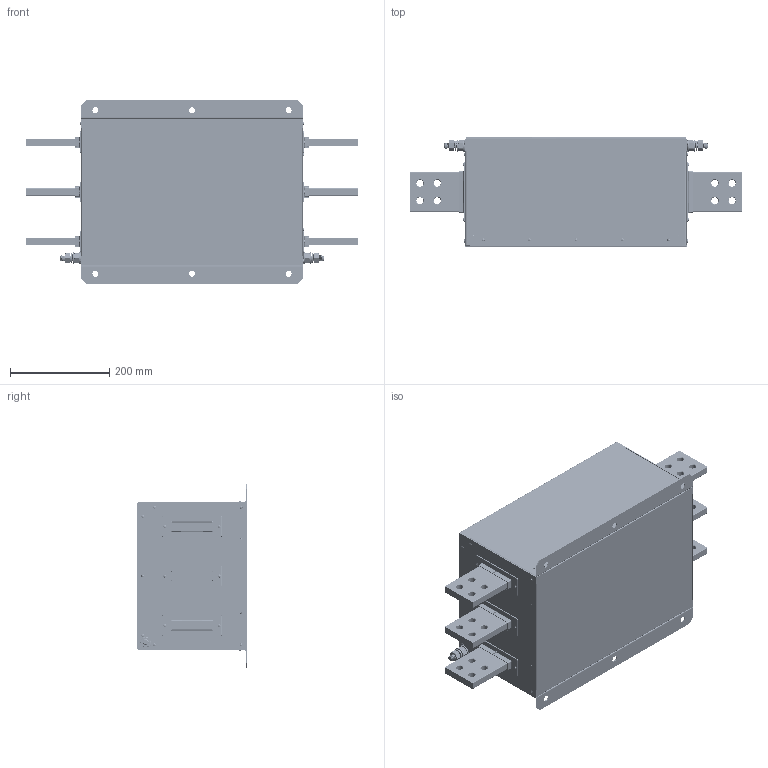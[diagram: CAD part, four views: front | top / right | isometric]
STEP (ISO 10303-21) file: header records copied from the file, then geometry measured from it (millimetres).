
FILE_DESCRIPTION (( 'STEP AP214' ), '1' );
FILE_NAME ('FLLD32K5APVI1_EXT.STEP', '2021-04-30T05:43:33', ( '' ), ( '' ), 'SwSTEP 2.0', 'SolidWorks 2021', '' );
FILE_SCHEMA (( 'AUTOMOTIVE_DESIGN' ));
Length unit declared in the file: millimetre
Products named in the file (14): 094-00244 Lid 2500A RevC; 094-00242 Case 2500A utan tank bush RevC; HEX BOLT M12x45_91280A722; Rivet ﾘ3.2x3; Rivet ﾘ3.2x4; 094-00242 Case 2500A 450x300x220 RevC; 094-00243 Side 2500A RevC; Tank bush M4; WASHER M12 Ø24_93475A290; 091-00227 Busbar insulation 15x80 RevD_Busbar config; FLLD32K5APVI1_EXT; Busbar 15x80^FLLD32K5APVI1_EXT; HEX NUT M12x1.75_90592A028; LOCK WASHER M12_91169A214
Assembly tree (73 placements, depth 3):
  FLLD32K5APVI1_EXT
    094-00242 Case 2500A 450x300x220 RevC
      094-00242 Case 2500A utan tank bush RevC
      Tank bush M4  x6
    094-00243 Side 2500A RevC  x2
    091-00227 Busbar insulation 15x80 RevD_Busbar config  x6
    Busbar 15x80^FLLD32K5APVI1_EXT  x6
    WASHER M12 Ø24_93475A290  x4
    LOCK WASHER M12_91169A214  x2
    HEX NUT M12x1.75_90592A028  x4
    HEX BOLT M12x45_91280A722  x2
    Rivet ﾘ3.2x4  x26
    094-00244 Lid 2500A RevC
    Rivet ﾘ3.2x3  x12
Bounding box: 670 x 220 x 370 mm (x, y, z)
Volume: 1994300.9 mm3; surface area: 1586471.6 mm2
Topology: 84 solids, 84 shells, 3072 faces, 7490 edges, 4570 vertices
Faces by surface type: cylinder 970, plane 692, bspline 496, cone 466, torus 448
Entity records: 38243 total; most frequent: CARTESIAN_POINT 18503, ORIENTED_EDGE 4108, DIRECTION 3760, EDGE_CURVE 2054, AXIS2_PLACEMENT_3D 1380, VERTEX_POINT 1295, VECTOR 1000, LINE 1000
